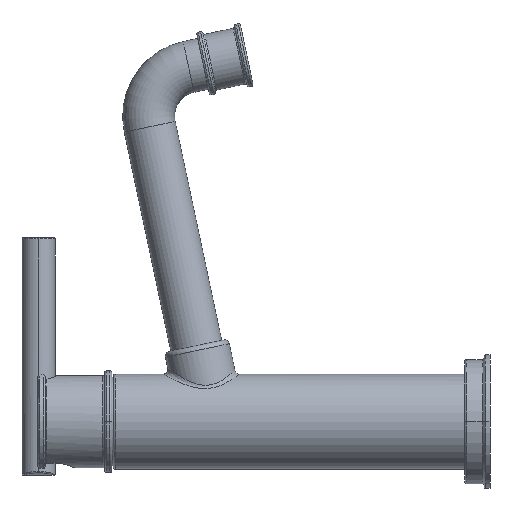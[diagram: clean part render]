
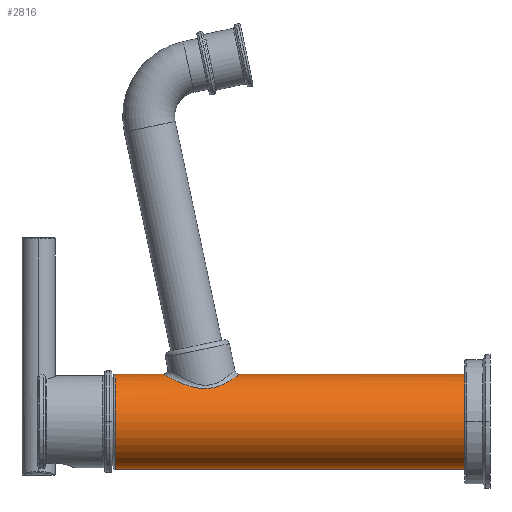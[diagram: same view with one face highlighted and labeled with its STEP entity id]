
A CAD part, left-side view. The second image highlights one B-rep face of the part: STEP entity #2816.
In plain terms, the highlighted cylindrical face has radius 20.32 mm (diameter 40.64 mm), a partial arc.
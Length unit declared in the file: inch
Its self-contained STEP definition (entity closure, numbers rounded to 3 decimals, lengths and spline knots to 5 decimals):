
#123=CARTESIAN_POINT('',(0.,0.425,0.));
#124=DIRECTION('',(0.,1.,0.));
#125=DIRECTION('',(0.,0.,-1.));
#126=AXIS2_PLACEMENT_3D('',#123,#124,#125);
#171=DIRECTION('',(0.,-1.,0.));
#172=VECTOR('',#171,5.893);
#173=CARTESIAN_POINT('',(0.,6.318,-0.8));
#174=LINE('',#173,#172);
#175=CARTESIAN_POINT('',(0.,6.318,0.));
#176=DIRECTION('',(0.,-1.,0.));
#177=DIRECTION('',(0.,0.,1.));
#178=AXIS2_PLACEMENT_3D('',#175,#176,#177);
#180=DIRECTION('',(0.,-1.,0.));
#181=VECTOR('',#180,0.80892);
#182=CARTESIAN_POINT('',(0.,6.318,0.8));
#183=LINE('',#182,#181);
#184=CARTESIAN_POINT('',(0.,5.50908,0.8));
#185=CARTESIAN_POINT('',(-0.01407,5.50908,
0.8));
#186=CARTESIAN_POINT('',(-0.04249,5.50773,
0.79926));
#187=CARTESIAN_POINT('',(-0.08582,5.50147,
0.79579));
#188=CARTESIAN_POINT('',(-0.12987,5.49061,
0.78981));
#189=CARTESIAN_POINT('',(-0.17448,5.47482,
0.78119));
#190=CARTESIAN_POINT('',(-0.21952,5.45367,
0.76977));
#191=CARTESIAN_POINT('',(-0.26522,5.42639,
0.75528));
#192=CARTESIAN_POINT('',(-0.31122,5.39225,
0.73754));
#193=CARTESIAN_POINT('',(-0.35696,5.35056,
0.71654));
#194=CARTESIAN_POINT('',(-0.40155,5.30083,
0.69253));
#195=CARTESIAN_POINT('',(-0.44359,5.24322,
0.66634));
#196=CARTESIAN_POINT('',(-0.48124,5.17914,
0.63956));
#197=CARTESIAN_POINT('',(-0.51268,5.11155,
0.61449));
#198=CARTESIAN_POINT('',(-0.5369,5.04412,
0.59329));
#199=CARTESIAN_POINT('',(-0.55412,4.97957,
0.57713));
#200=CARTESIAN_POINT('',(-0.56531,4.91886,
0.56611));
#201=CARTESIAN_POINT('',(-0.57147,4.8619,
0.55985));
#202=CARTESIAN_POINT('',(-0.57336,4.80792,
0.5579));
#203=CARTESIAN_POINT('',(-0.57142,4.7561,
0.5599));
#204=CARTESIAN_POINT('',(-0.56575,4.70553,
0.56565));
#205=CARTESIAN_POINT('',(-0.55616,4.65548,
0.57513));
#206=CARTESIAN_POINT('',(-0.54218,4.60545,
0.58839));
#207=CARTESIAN_POINT('',(-0.5232,4.55525,
0.60542));
#208=CARTESIAN_POINT('',(-0.49868,4.50551,
0.62588));
#209=CARTESIAN_POINT('',(-0.46832,4.45704,
0.64903));
#210=CARTESIAN_POINT('',(-0.43241,4.41142,
0.67359));
#211=CARTESIAN_POINT('',(-0.39181,4.36986,
0.69806));
#212=CARTESIAN_POINT('',(-0.34752,4.33327,
0.72117));
#213=CARTESIAN_POINT('',(-0.30072,4.30207,
0.74192));
#214=CARTESIAN_POINT('',(-0.25218,4.27624,
0.7598));
#215=CARTESIAN_POINT('',(-0.20255,4.2556,
0.77451));
#216=CARTESIAN_POINT('',(-0.15229,4.2399,
0.78593));
#217=CARTESIAN_POINT('',(-0.1016,4.22887,
0.79407));
#218=CARTESIAN_POINT('',(-0.05071,4.22236,
0.79893));
#219=CARTESIAN_POINT('',(-0.01687,4.22093,
0.8));
#220=CARTESIAN_POINT('',(0.,4.22093,0.8));
#222=DIRECTION('',(0.,-1.,0.));
#223=VECTOR('',#222,3.79593);
#224=CARTESIAN_POINT('',(0.,4.22093,0.8));
#225=LINE('',#224,#223);
#2299=CARTESIAN_POINT('',(0.,6.318,0.8));
#2300=CARTESIAN_POINT('',(0.,6.318,-0.8));
#2301=VERTEX_POINT('',#2299);
#2302=VERTEX_POINT('',#2300);
#2307=VERTEX_POINT('',#184);
#2308=VERTEX_POINT('',#220);
#2323=CARTESIAN_POINT('',(0.,0.425,0.8));
#2324=CARTESIAN_POINT('',(0.,0.425,-0.8));
#2325=VERTEX_POINT('',#2323);
#2326=VERTEX_POINT('',#2324);
#2801=CARTESIAN_POINT('',(0.,0.117,0.));
#2802=DIRECTION('',(0.,1.,0.));
#2803=DIRECTION('',(0.,0.,-1.));
#2804=AXIS2_PLACEMENT_3D('',#2801,#2802,#2803);
#2805=CYLINDRICAL_SURFACE('',#2804,0.8);
#2806=ORIENTED_EDGE('',*,*,#2777,.F.);
#2807=ORIENTED_EDGE('',*,*,#2796,.F.);
#2809=ORIENTED_EDGE('',*,*,#2808,.F.);
#2810=ORIENTED_EDGE('',*,*,#2792,.T.);
#2812=ORIENTED_EDGE('',*,*,#2811,.T.);
#2813=ORIENTED_EDGE('',*,*,#2788,.T.);
#2814=EDGE_LOOP('',(#2806,#2807,#2809,#2810,#2812,#2813));
#2815=FACE_OUTER_BOUND('',#2814,.F.);
#2816=ADVANCED_FACE('',(#2815),#2805,.T.);
#127=CIRCLE('',#126,0.8);
#179=CIRCLE('',#178,0.8);
#221=B_SPLINE_CURVE_WITH_KNOTS('',3,(#184,#185,#186,#187,#188,#189,#190,#191,
#192,#193,#194,#195,#196,#197,#198,#199,#200,#201,#202,#203,#204,#205,#206,#207,
#208,#209,#210,#211,#212,#213,#214,#215,#216,#217,#218,#219,#220),.UNSPECIFIED.,
.F.,.F.,(4,1,1,1,1,1,1,1,1,1,1,1,1,1,1,1,1,1,1,1,1,1,1,1,1,1,1,1,1,1,1,1,1,1,4),
(0.,0.02941,0.05882,0.08824,0.11765,
0.14706,0.17647,0.20588,0.23529,
0.26471,0.29412,0.32353,0.35294,
0.38235,0.41176,0.44118,0.47059,0.5,
0.52941,0.55882,0.58824,0.61765,
0.64706,0.67647,0.70588,0.73529,
0.76471,0.79412,0.82353,0.85294,
0.88235,0.91176,0.94118,0.97059,1.),
.UNSPECIFIED.);
#2777=EDGE_CURVE('',#2326,#2325,#127,.T.);
#2788=EDGE_CURVE('',#2308,#2325,#225,.T.);
#2792=EDGE_CURVE('',#2301,#2307,#183,.T.);
#2796=EDGE_CURVE('',#2302,#2326,#174,.T.);
#2808=EDGE_CURVE('',#2301,#2302,#179,.T.);
#2811=EDGE_CURVE('',#2307,#2308,#221,.T.);
